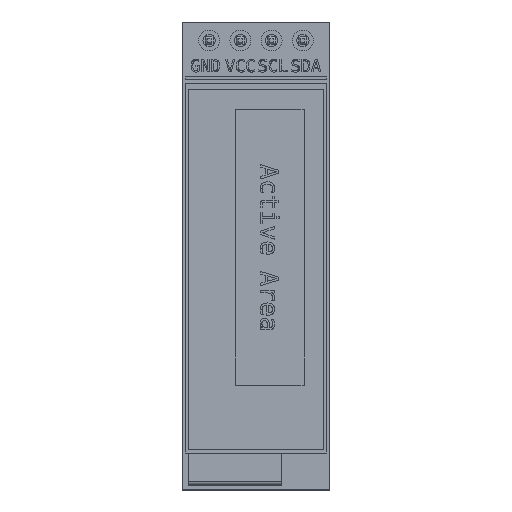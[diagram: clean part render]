
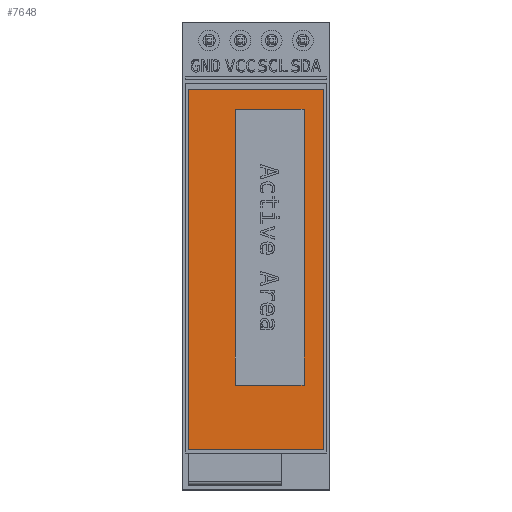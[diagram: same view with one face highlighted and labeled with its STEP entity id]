
A CAD part, top view. The second image highlights one B-rep face of the part: STEP entity #7648.
In plain terms, the highlighted planar face has unit normal (0, 0, 1).
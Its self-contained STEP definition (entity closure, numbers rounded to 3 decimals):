
#7592 = VERTEX_POINT('',#7593);
#7593 = CARTESIAN_POINT('',(9.31,-4.,5.24));
#7599 = EDGE_CURVE('',#7600,#7592,#7602,.T.);
#7600 = VERTEX_POINT('',#7601);
#7601 = CARTESIAN_POINT('',(-1.69,-4.,5.24));
#7602 = LINE('',#7603,#7604);
#7603 = CARTESIAN_POINT('',(-1.69,-4.,5.24));
#7604 = VECTOR('',#7605,1.);
#7605 = DIRECTION('',(1.,0.,0.));
#7648 = ADVANCED_FACE('',(#7649,#7674),#7708,.F.);
#7649 = FACE_BOUND('',#7650,.F.);
#7650 = EDGE_LOOP('',(#7651,#7652,#7660,#7668));
#7651 = ORIENTED_EDGE('',*,*,#7599,.T.);
#7652 = ORIENTED_EDGE('',*,*,#7653,.T.);
#7653 = EDGE_CURVE('',#7592,#7654,#7656,.T.);
#7654 = VERTEX_POINT('',#7655);
#7655 = CARTESIAN_POINT('',(9.31,-33.25,5.24));
#7656 = LINE('',#7657,#7658);
#7657 = CARTESIAN_POINT('',(9.31,-4.,5.24));
#7658 = VECTOR('',#7659,1.);
#7659 = DIRECTION('',(0.,-1.,0.));
#7660 = ORIENTED_EDGE('',*,*,#7661,.F.);
#7661 = EDGE_CURVE('',#7662,#7654,#7664,.T.);
#7662 = VERTEX_POINT('',#7663);
#7663 = CARTESIAN_POINT('',(-1.69,-33.25,5.24));
#7664 = LINE('',#7665,#7666);
#7665 = CARTESIAN_POINT('',(-1.69,-33.25,5.24));
#7666 = VECTOR('',#7667,1.);
#7667 = DIRECTION('',(1.,0.,0.));
#7668 = ORIENTED_EDGE('',*,*,#7669,.F.);
#7669 = EDGE_CURVE('',#7600,#7662,#7670,.T.);
#7670 = LINE('',#7671,#7672);
#7671 = CARTESIAN_POINT('',(-1.69,-4.,5.24));
#7672 = VECTOR('',#7673,1.);
#7673 = DIRECTION('',(0.,-1.,0.));
#7674 = FACE_BOUND('',#7675,.F.);
#7675 = EDGE_LOOP('',(#7676,#7686,#7694,#7702));
#7676 = ORIENTED_EDGE('',*,*,#7677,.T.);
#7677 = EDGE_CURVE('',#7678,#7680,#7682,.T.);
#7678 = VERTEX_POINT('',#7679);
#7679 = CARTESIAN_POINT('',(7.71,-27.984,5.24));
#7680 = VERTEX_POINT('',#7681);
#7681 = CARTESIAN_POINT('',(7.71,-5.6,5.24));
#7682 = LINE('',#7683,#7684);
#7683 = CARTESIAN_POINT('',(7.71,-27.984,5.24));
#7684 = VECTOR('',#7685,1.);
#7685 = DIRECTION('',(0.,1.,0.));
#7686 = ORIENTED_EDGE('',*,*,#7687,.T.);
#7687 = EDGE_CURVE('',#7680,#7688,#7690,.T.);
#7688 = VERTEX_POINT('',#7689);
#7689 = CARTESIAN_POINT('',(2.126,-5.6,5.24));
#7690 = LINE('',#7691,#7692);
#7691 = CARTESIAN_POINT('',(7.71,-5.6,5.24));
#7692 = VECTOR('',#7693,1.);
#7693 = DIRECTION('',(-1.,0.,0.));
#7694 = ORIENTED_EDGE('',*,*,#7695,.T.);
#7695 = EDGE_CURVE('',#7688,#7696,#7698,.T.);
#7696 = VERTEX_POINT('',#7697);
#7697 = CARTESIAN_POINT('',(2.126,-27.984,5.24));
#7698 = LINE('',#7699,#7700);
#7699 = CARTESIAN_POINT('',(2.126,-5.6,5.24));
#7700 = VECTOR('',#7701,1.);
#7701 = DIRECTION('',(0.,-1.,0.));
#7702 = ORIENTED_EDGE('',*,*,#7703,.T.);
#7703 = EDGE_CURVE('',#7696,#7678,#7704,.T.);
#7704 = LINE('',#7705,#7706);
#7705 = CARTESIAN_POINT('',(2.126,-27.984,5.24));
#7706 = VECTOR('',#7707,1.);
#7707 = DIRECTION('',(1.,0.,0.));
#7708 = PLANE('',#7709);
#7709 = AXIS2_PLACEMENT_3D('',#7710,#7711,#7712);
#7710 = CARTESIAN_POINT('',(-1.69,-4.,5.24));
#7711 = DIRECTION('',(0.,0.,-1.));
#7712 = DIRECTION('',(0.,-1.,0.));
